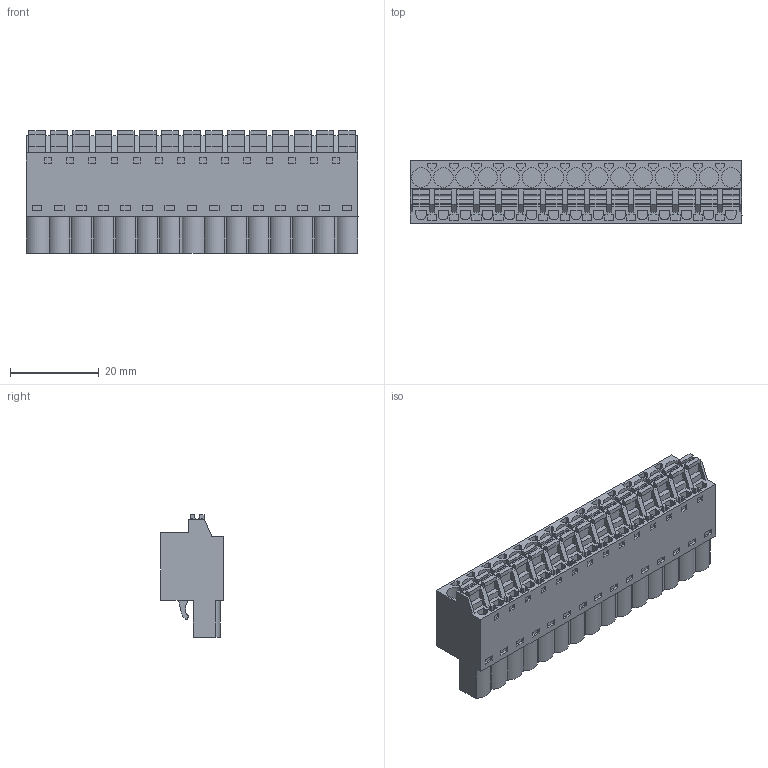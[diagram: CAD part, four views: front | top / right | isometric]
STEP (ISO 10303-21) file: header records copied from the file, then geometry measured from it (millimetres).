
FILE_DESCRIPTION(('CATIA V5 STEP Exchange','CAx-IF Rec.Pracs.--- Model Styling and Organization---1.2---2011-12-15'),'2;1');
FILE_NAME ('D1446758_0_1017820000_1017820000.stp','2017-04-27T11:59:24+00:00',('none'),('Weidmueller'),'CATIA Version 5-6 Release 2014','CATIA V5 STEP AP214','none');
FILE_SCHEMA(('AUTOMOTIVE_DESIGN { 1 0 10303 214 1 1 1 1 }'));
Length unit declared in the file: millimetre
Products named in the file (1): 1017820000
Bounding box: 75 x 14.2 x 27.73 mm (x, y, z)
Volume: 18794.8 mm3; surface area: 9967.5 mm2
Topology: 16 solids, 16 shells, 1245 faces, 3634 edges, 2540 vertices
Faces by surface type: plane 1132, cylinder 109, extrusion 4
Entity records: 40082 total; most frequent: CARTESIAN_POINT 7274, ORIENTED_EDGE 7268, DIRECTION 5181, EDGE_CURVE 3634, VECTOR 3383, LINE 3379, VERTEX_POINT 2540, EDGE_LOOP 1392
